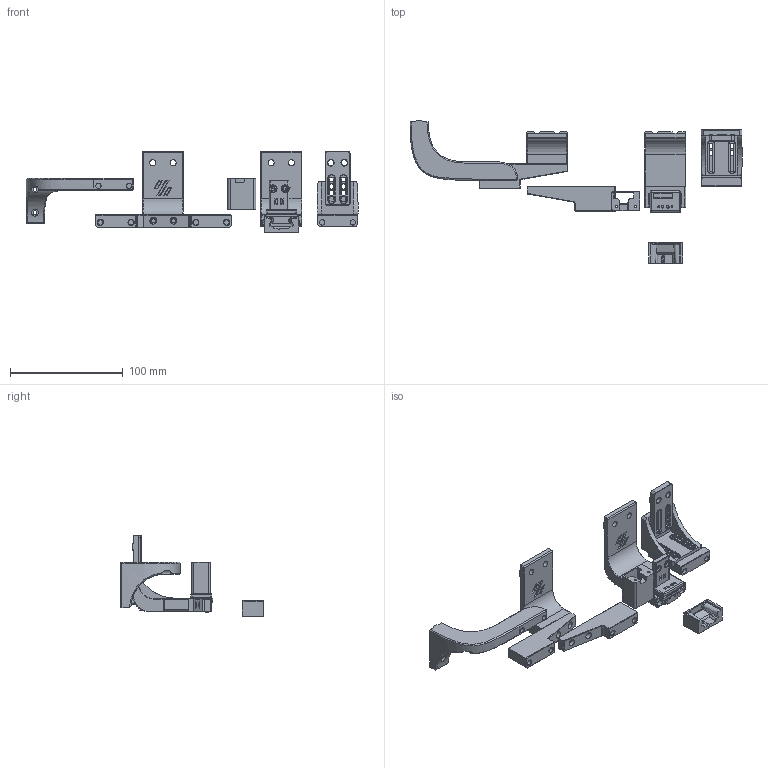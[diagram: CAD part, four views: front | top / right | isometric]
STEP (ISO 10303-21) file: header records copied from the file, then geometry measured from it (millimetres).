
FILE_DESCRIPTION(/* description */ (''),/* implementation_level */ '2;1');
FILE_NAME(/* name */ 'KlickyProbe_v0_2_20 v1.step',/* time_stamp */ '2021-12-19T19:39:46+01:00',/* author */ (''),/* organization */ (''),/* preprocessor_version */ 'ST-DEVELOPER v18.1',/* originating_system */ 'Autodesk Translation Framework v10.10.0.1391',/* authorisation */ '');
FILE_SCHEMA (('AUTOMOTIVE_DESIGN { 1 0 10303 214 3 1 1 }'));
Length unit declared in the file: millimetre
Products named in the file (15): KlickyProbe_v0_2_20; Klicky Probe; AB mount; Dock Mount variable Assembly; Dock Mount fixed; Dock Sidemount fixed; Dock Mount Trident; Probe Dock v0.2; Probe v0.2; D2F; D2F_ACTUATOR; D2F_BASE; Assembly helpers; Probe press Helper; AB Mount press Helper
Assembly tree (14 placements, depth 5):
  KlickyProbe_v0_2_20
    Klicky Probe
      AB mount
      Dock Mount variable Assembly
      Dock Mount fixed
      Dock Sidemount fixed
      Dock Mount Trident
      Probe Dock v0.2
      Probe v0.2
        D2F
          D2F_ACTUATOR
          D2F_BASE
      Assembly helpers
        Probe press Helper
        AB Mount press Helper
Bounding box: 294.75 x 126.48 x 72.02 mm (x, y, z)
Volume: 151986.2 mm3; surface area: 67199.5 mm2
Topology: 15 solids, 15 shells, 1060 faces, 2672 edges, 1662 vertices
Faces by surface type: plane 652, cylinder 202, cone 98, bspline 88, sphere 14, torus 6
Full cylindrical faces by diameter (mm): 1.2 x2, 1.6 x2, 2 x5, 2.385 x2, 3.4 x2, 3.5 x2, 3.6 x6, 4.7 x20, 5.4 x6, 6 x9
Entity records: 39074 total; most frequent: CARTESIAN_POINT 13392, ORIENTED_EDGE 5328, DIRECTION 5078, EDGE_CURVE 2664, LINE 1808, VECTOR 1808, VERTEX_POINT 1662, AXIS2_PLACEMENT_3D 1635
